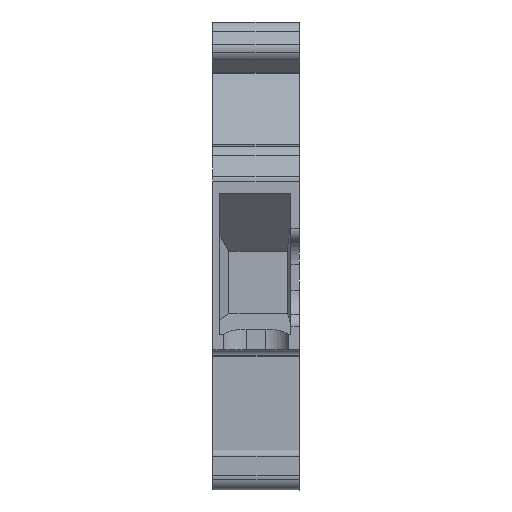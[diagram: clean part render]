
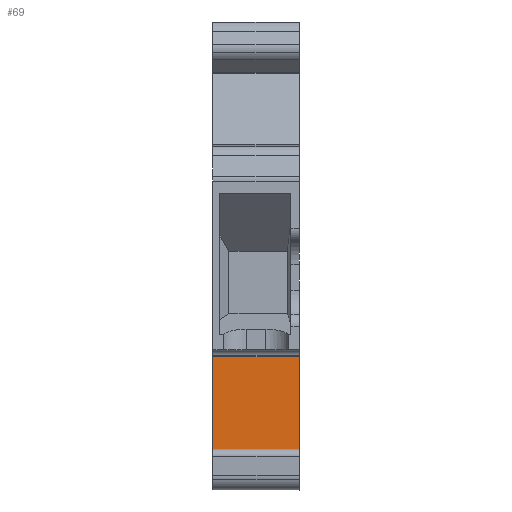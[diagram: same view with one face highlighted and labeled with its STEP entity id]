
A CAD part, front view. The second image highlights one B-rep face of the part: STEP entity #69.
In plain terms, the highlighted planar face has unit normal (0, -1, 0).
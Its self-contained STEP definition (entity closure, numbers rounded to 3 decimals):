
#69=ADVANCED_FACE('',(#315),#316,.F.);
#315=FACE_OUTER_BOUND('',#761,.T.);
#316=PLANE('',#762);
#761=EDGE_LOOP('',(#1547,#1548,#1549,#1550,#1551));
#762=AXIS2_PLACEMENT_3D('',#1552,#1553,#1554);
#1547=ORIENTED_EDGE('',*,*,#3368,.T.);
#1548=ORIENTED_EDGE('',*,*,#3369,.T.);
#1549=ORIENTED_EDGE('',*,*,#3370,.T.);
#1550=ORIENTED_EDGE('',*,*,#3371,.F.);
#1551=ORIENTED_EDGE('',*,*,#3372,.F.);
#1552=CARTESIAN_POINT('',(-16.442,99.284,101.883));
#1553=DIRECTION('',(0.,1.0,0.));
#1554=DIRECTION('',(1.0,0.,0.));
#3368=EDGE_CURVE('',#4098,#4099,#4100,.T.);
#3369=EDGE_CURVE('',#4099,#4101,#4102,.T.);
#3370=EDGE_CURVE('',#4101,#4103,#4104,.T.);
#3371=EDGE_CURVE('',#4105,#4103,#4106,.T.);
#3372=EDGE_CURVE('',#4098,#4105,#4107,.T.);
#4098=VERTEX_POINT('',#5240);
#4099=VERTEX_POINT('',#5241);
#4100=LINE('',#5242,#5243);
#4101=VERTEX_POINT('',#5244);
#4102=LINE('',#5245,#5246);
#4103=VERTEX_POINT('',#5247);
#4104=LINE('',#5248,#5249);
#4105=VERTEX_POINT('',#5250);
#4106=LINE('',#5251,#5252);
#4107=LINE('',#5253,#5254);
#5240=CARTESIAN_POINT('',(-6.522,99.284,97.818));
#5241=CARTESIAN_POINT('',(-0.372,99.284,97.818));
#5242=CARTESIAN_POINT('',(52.528,99.284,97.818));
#5243=VECTOR('',#7791,1.0);
#5244=CARTESIAN_POINT('',(-0.372,99.284,105.868));
#5245=CARTESIAN_POINT('',(-0.372,99.284,80.082));
#5246=VECTOR('',#7792,1.0);
#5247=CARTESIAN_POINT('',(-6.522,99.284,105.868));
#5248=CARTESIAN_POINT('',(52.528,99.284,105.868));
#5249=VECTOR('',#7793,1.0);
#5250=CARTESIAN_POINT('',(-6.522,99.284,100.718));
#5251=CARTESIAN_POINT('',(-6.522,99.284,80.082));
#5252=VECTOR('',#7794,1.0);
#5253=CARTESIAN_POINT('',(-6.522,99.284,80.082));
#5254=VECTOR('',#7795,1.0);
#7791=DIRECTION('',(1.0,0.,0.));
#7792=DIRECTION('',(0.,0.,1.0));
#7793=DIRECTION('',(-1.0,0.,0.));
#7794=DIRECTION('',(0.,0.,1.0));
#7795=DIRECTION('',(0.,0.,1.0));
